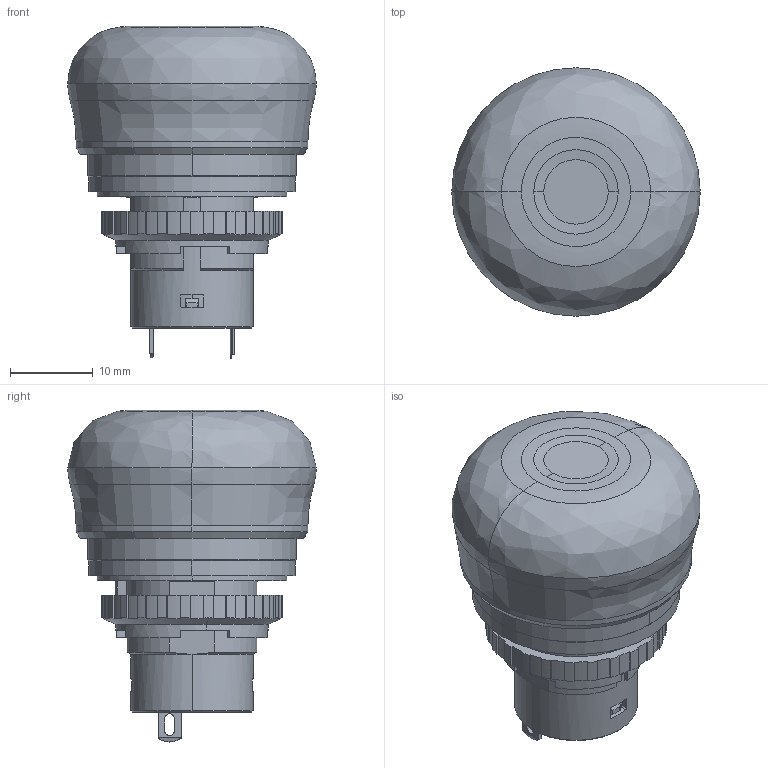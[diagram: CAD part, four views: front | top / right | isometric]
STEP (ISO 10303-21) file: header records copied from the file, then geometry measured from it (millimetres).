
FILE_DESCRIPTION (( 'STEP AP203' ), '1' );
FILE_NAME ('1-AB6E-3BV01PRH.STEP', '2021-03-10T00:54:54', ( '' ), ( '' ), 'SwSTEP 2.0', 'SolidWorks 2019', '' );
FILE_SCHEMA (( 'CONFIG_CONTROL_DESIGN' ));
Length unit declared in the file: millimetre
Products named in the file (4): A6-HANDLE-BV-RH_蹬怮椔; XA-LOCK-NUT_蹬怮椔; 1-AB6E-3BV01PRH; A6-BODY-V-Y_1C_蹬怮椔
Assembly tree (3 placements, depth 2):
  1-AB6E-3BV01PRH
    A6-BODY-V-Y_1C_蹬怮椔
    A6-HANDLE-BV-RH_蹬怮椔
    XA-LOCK-NUT_蹬怮椔
Bounding box: 30 x 30 x 40.1 mm (x, y, z)
Volume: 18992.6 mm3; surface area: 6232.9 mm2
Topology: 3 solids, 3 shells, 288 faces, 787 edges, 514 vertices
Faces by surface type: plane 133, cylinder 117, cone 22, bspline 16
Entity records: 10208 total; most frequent: CARTESIAN_POINT 2533, ORIENTED_EDGE 1574, DIRECTION 1510, EDGE_CURVE 787, AXIS2_PLACEMENT_3D 559, VERTEX_POINT 514, VECTOR 392, LINE 392
